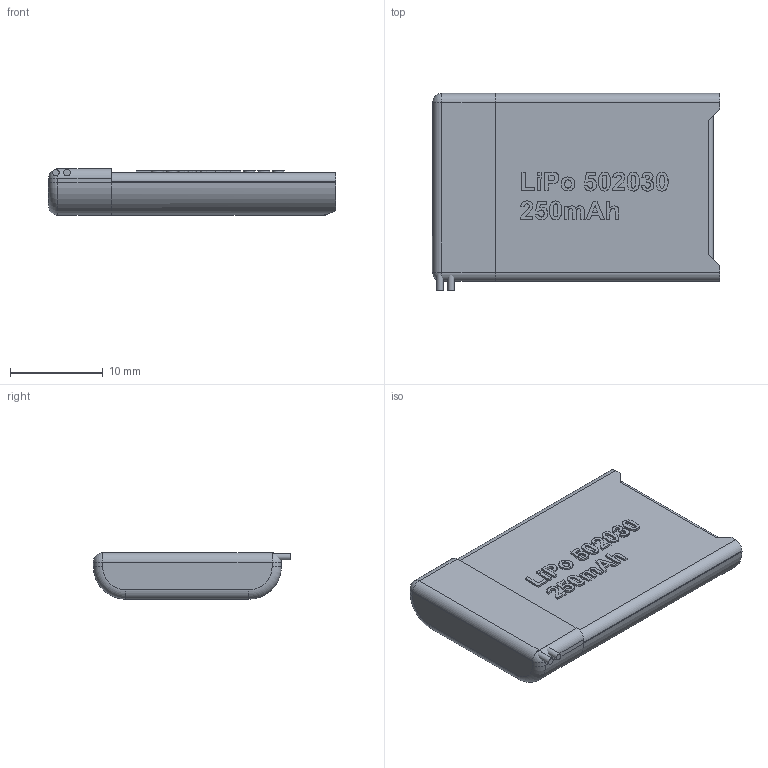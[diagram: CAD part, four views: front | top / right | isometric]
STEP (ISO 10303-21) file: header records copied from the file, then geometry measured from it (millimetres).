
FILE_DESCRIPTION(/* description */ (''),/* implementation_level */ '2;1');
FILE_NAME(/* name */ '2023-12-16 lipo 502030 v1.step',/* time_stamp */ '2023-12-16T17:58:28+02:00',/* author */ (''),/* organization */ (''),/* preprocessor_version */ 'ST-DEVELOPER v20',/* originating_system */ 'Autodesk Translation Framework v12.14.0.127',/* authorisation */ '');
FILE_SCHEMA (('AUTOMOTIVE_DESIGN { 1 0 10303 214 3 1 1 }'));
Length unit declared in the file: millimetre
Products named in the file (1): 2023-12-16 lipo 502030
Bounding box: 31 x 21.3 x 5 mm (x, y, z)
Volume: 2716.7 mm3; surface area: 1787.3 mm2
Topology: 4 solids, 4 shells, 371 faces, 1005 edges, 666 vertices
Faces by surface type: bspline 228, plane 121, cylinder 16, torus 4, sphere 2
Full cylindrical faces by diameter (mm): 0.7 x2
Entity records: 13812 total; most frequent: CARTESIAN_POINT 5937, ORIENTED_EDGE 2010, EDGE_CURVE 1005, DIRECTION 875, VERTEX_POINT 666, LINE 507, VECTOR 507, B_SPLINE_CURVE_WITH_KNOTS 458
